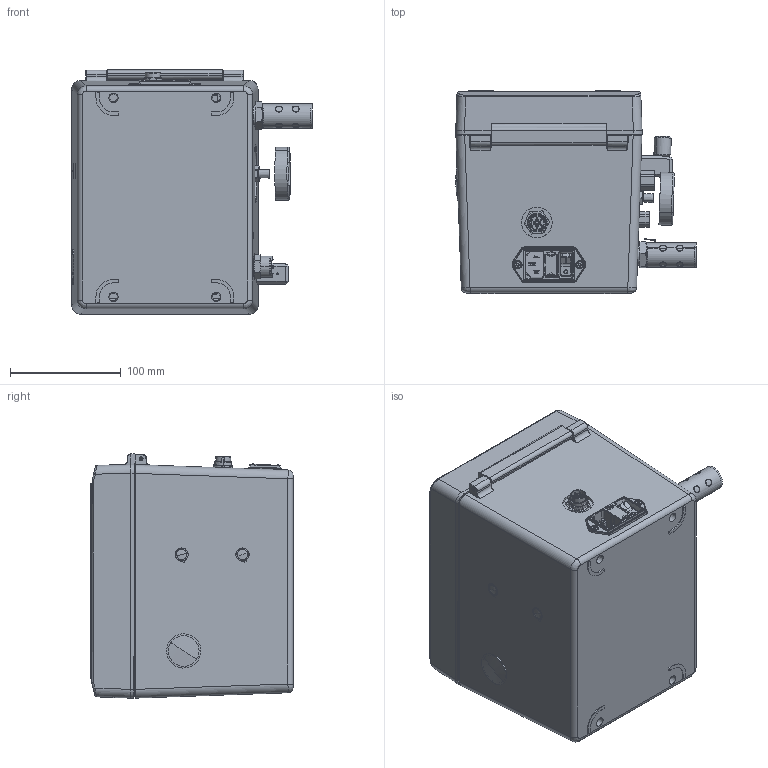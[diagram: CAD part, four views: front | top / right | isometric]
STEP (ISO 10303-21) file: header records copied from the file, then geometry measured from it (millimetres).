
FILE_DESCRIPTION (( 'STEP AP214' ), '1' );
FILE_NAME ('Sentinel C28 3D Part.STEP', '2022-11-16T21:30:58', ( '' ), ( '' ), 'SwSTEP 2.0', 'SolidWorks 2021', '' );
FILE_SCHEMA (( 'AUTOMOTIVE_DESIGN' ));
Length unit declared in the file: inch
Products named in the file (1): Sentinel C28 3D Part
Bounding box: 217.51 x 184.36 x 220.89 mm (x, y, z)
Surface area: 319666.3 mm2 (no closed solid volume)
Topology: 0 solids, 198 shells, 1332 faces, 7584 edges, 6357 vertices
Faces by surface type: plane 557, cylinder 427, bspline 131, cone 124, torus 84, sphere 9
Entity records: 97212 total; most frequent: CARTESIAN_POINT 27407, ORIENTED_EDGE 9817, DIRECTION 8952, EDGE_CURVE 7577, VERTEX_POINT 6357, VECTOR 3860, LINE 3860, AXIS2_PLACEMENT_3D 2546
